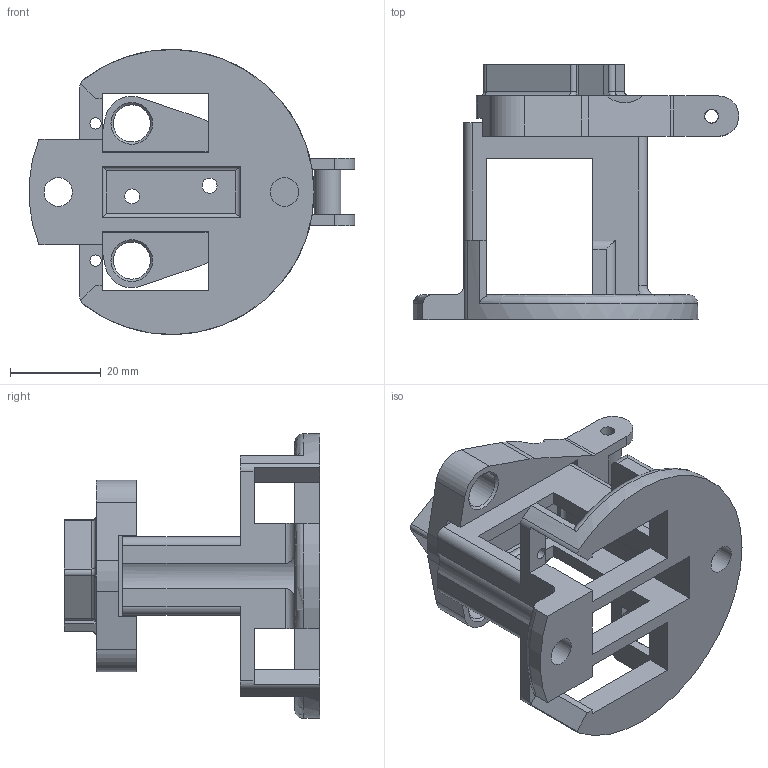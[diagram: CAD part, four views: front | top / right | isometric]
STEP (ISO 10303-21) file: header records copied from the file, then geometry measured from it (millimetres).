
FILE_DESCRIPTION(/* description */ (''),/* implementation_level */ '2;1');
FILE_NAME(/* name */ 'base.step',/* time_stamp */ '2025-05-29T19:29:03+07:00',/* author */ (''),/* organization */ (''),/* preprocessor_version */ 'ST-DEVELOPER v20.1',/* originating_system */ 'Autodesk Translation Framework v14.10.0.0',/* authorisation */ '');
FILE_SCHEMA (('AUTOMOTIVE_DESIGN { 1 0 10303 214 3 1 1 }'));
Length unit declared in the file: millimetre
Products named in the file (5): full_V4_doraemon_hand_fix; base; piston plate; bush; inner
Assembly tree (4 placements, depth 3):
  full_V4_doraemon_hand_fix
    base
    piston plate
    bush
      inner
Bounding box: 71.91 x 56.4 x 62.99 mm (x, y, z)
Volume: 32358.1 mm3; surface area: 19882.6 mm2
Topology: 3 solids, 3 shells, 163 faces, 467 edges, 303 vertices
Faces by surface type: plane 92, cylinder 58, torus 9, cone 4
Full cylindrical faces by diameter (mm): 2.5 x4, 3 x1, 3.1 x2, 3.3 x4, 5.9 x1, 6.3 x2, 8.2 x2
Entity records: 5618 total; most frequent: CARTESIAN_POINT 1065, ORIENTED_EDGE 934, DIRECTION 919, EDGE_CURVE 467, LINE 329, VECTOR 329, VERTEX_POINT 303, AXIS2_PLACEMENT_3D 295
